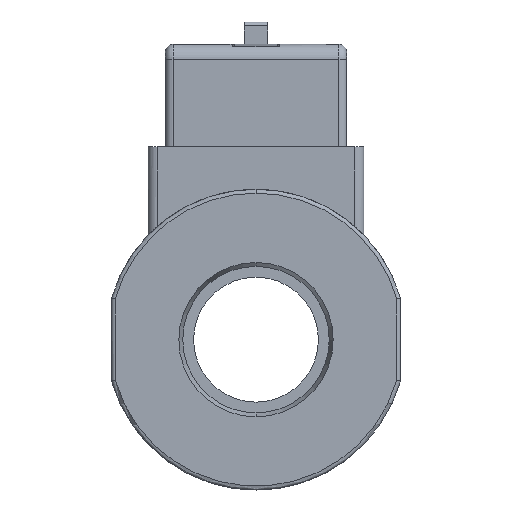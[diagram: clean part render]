
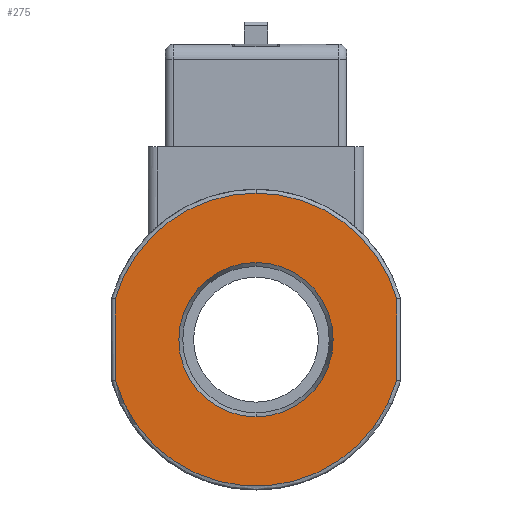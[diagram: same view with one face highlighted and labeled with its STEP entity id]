
A CAD part, front view. The second image highlights one B-rep face of the part: STEP entity #275.
In plain terms, the highlighted planar face has unit normal (0, -1, 0).
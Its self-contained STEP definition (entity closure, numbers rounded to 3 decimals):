
#111 = AXIS2_PLACEMENT_3D ( 'NONE', #580, #562, #254 ) ;
#134 = EDGE_LOOP ( 'NONE', ( #1529, #2178, #756, #1760, #3146 ) ) ;
#168 = AXIS2_PLACEMENT_3D ( 'NONE', #3048, #1853, #3673 ) ;
#193 = CARTESIAN_POINT ( 'NONE',  ( 18.25, 0., 0. ) ) ;
#204 = DIRECTION ( 'NONE',  ( 0., 0., 1. ) ) ;
#254 = DIRECTION ( 'NONE',  ( 0., 0., 1. ) ) ;
#275 = ADVANCED_FACE ( 'NONE', ( #2702, #2752 ), #3641, .F. ) ;
#363 = CARTESIAN_POINT ( 'NONE',  ( 0., 0., 10.01 ) ) ;
#412 = CIRCLE ( 'NONE', #111, 10.01 ) ;
#487 = AXIS2_PLACEMENT_3D ( 'NONE', #1124, #1756, #204 ) ;
#562 = DIRECTION ( 'NONE',  ( 0., -1., 0. ) ) ;
#580 = CARTESIAN_POINT ( 'NONE',  ( 0., 0., 0. ) ) ;
#623 = CIRCLE ( 'NONE', #774, 19. ) ;
#638 = VERTEX_POINT ( 'NONE', #2209 ) ;
#656 = DIRECTION ( 'NONE',  ( 0., 0., 1. ) ) ;
#732 = EDGE_CURVE ( 'NONE', #2508, #734, #623, .T. ) ;
#734 = VERTEX_POINT ( 'NONE', #3852 ) ;
#756 = ORIENTED_EDGE ( 'NONE', *, *, #1695, .T. ) ;
#758 = EDGE_CURVE ( 'NONE', #1307, #2508, #3494, .T. ) ;
#774 = AXIS2_PLACEMENT_3D ( 'NONE', #3220, #2010, #2592 ) ;
#837 = EDGE_CURVE ( 'NONE', #638, #1307, #1099, .T. ) ;
#954 = DIRECTION ( 'NONE',  ( 0., 1., 0. ) ) ;
#1041 = CIRCLE ( 'NONE', #3436, 19. ) ;
#1099 = CIRCLE ( 'NONE', #487, 19. ) ;
#1104 = EDGE_LOOP ( 'NONE', ( #1759, #2972 ) ) ;
#1124 = CARTESIAN_POINT ( 'NONE',  ( 0., 0., 0. ) ) ;
#1152 = VERTEX_POINT ( 'NONE', #3885 ) ;
#1307 = VERTEX_POINT ( 'NONE', #3192 ) ;
#1397 = CARTESIAN_POINT ( 'NONE',  ( 0., 0., 0. ) ) ;
#1446 = CARTESIAN_POINT ( 'NONE',  ( 0., 0., -10.01 ) ) ;
#1459 = EDGE_CURVE ( 'NONE', #3365, #2764, #1752, .T. ) ;
#1529 = ORIENTED_EDGE ( 'NONE', *, *, #732, .T. ) ;
#1645 = DIRECTION ( 'NONE',  ( 0., 0., 1. ) ) ;
#1695 = EDGE_CURVE ( 'NONE', #1152, #638, #2965, .T. ) ;
#1752 = CIRCLE ( 'NONE', #168, 10.01 ) ;
#1756 = DIRECTION ( 'NONE',  ( 0., -1., 0. ) ) ;
#1759 = ORIENTED_EDGE ( 'NONE', *, *, #2173, .F. ) ;
#1760 = ORIENTED_EDGE ( 'NONE', *, *, #837, .T. ) ;
#1853 = DIRECTION ( 'NONE',  ( 0., -1., 0. ) ) ;
#1939 = EDGE_CURVE ( 'NONE', #734, #1152, #1041, .T. ) ;
#2010 = DIRECTION ( 'NONE',  ( 0., -1., 0. ) ) ;
#2036 = DIRECTION ( 'NONE',  ( 0., 0., 1. ) ) ;
#2167 = VECTOR ( 'NONE', #3836, 1000. ) ;
#2173 = EDGE_CURVE ( 'NONE', #2764, #3365, #412, .T. ) ;
#2178 = ORIENTED_EDGE ( 'NONE', *, *, #1939, .T. ) ;
#2209 = CARTESIAN_POINT ( 'NONE',  ( -18.25, 0., -5.286 ) ) ;
#2508 = VERTEX_POINT ( 'NONE', #3715 ) ;
#2592 = DIRECTION ( 'NONE',  ( 0., 0., 1. ) ) ;
#2702 = FACE_OUTER_BOUND ( 'NONE', #134, .T. ) ;
#2752 = FACE_BOUND ( 'NONE', #1104, .T. ) ;
#2764 = VERTEX_POINT ( 'NONE', #1446 ) ;
#2965 = LINE ( 'NONE', #3564, #2167 ) ;
#2972 = ORIENTED_EDGE ( 'NONE', *, *, #1459, .F. ) ;
#3048 = CARTESIAN_POINT ( 'NONE',  ( 0., 0., 0. ) ) ;
#3146 = ORIENTED_EDGE ( 'NONE', *, *, #758, .T. ) ;
#3192 = CARTESIAN_POINT ( 'NONE',  ( 18.25, 0., -5.286 ) ) ;
#3201 = AXIS2_PLACEMENT_3D ( 'NONE', #3661, #954, #656 ) ;
#3220 = CARTESIAN_POINT ( 'NONE',  ( 0., 0., 0. ) ) ;
#3365 = VERTEX_POINT ( 'NONE', #363 ) ;
#3436 = AXIS2_PLACEMENT_3D ( 'NONE', #1397, #3500, #1645 ) ;
#3494 = LINE ( 'NONE', #193, #3833 ) ;
#3500 = DIRECTION ( 'NONE',  ( 0., -1., 0. ) ) ;
#3564 = CARTESIAN_POINT ( 'NONE',  ( -18.25, 0., 0. ) ) ;
#3641 = PLANE ( 'NONE',  #3201 ) ;
#3661 = CARTESIAN_POINT ( 'NONE',  ( 0., 0., 0. ) ) ;
#3673 = DIRECTION ( 'NONE',  ( 0., 0., 1. ) ) ;
#3715 = CARTESIAN_POINT ( 'NONE',  ( 18.25, 0., 5.286 ) ) ;
#3833 = VECTOR ( 'NONE', #2036, 1000. ) ;
#3836 = DIRECTION ( 'NONE',  ( 0., 0., -1. ) ) ;
#3852 = CARTESIAN_POINT ( 'NONE',  ( 0., 0., 19. ) ) ;
#3885 = CARTESIAN_POINT ( 'NONE',  ( -18.25, 0., 5.286 ) ) ;
